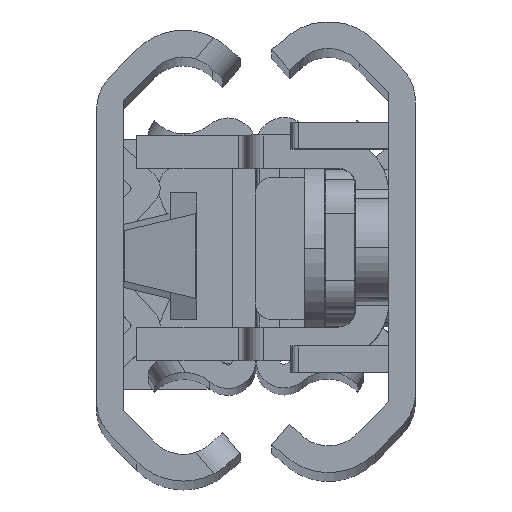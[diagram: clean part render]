
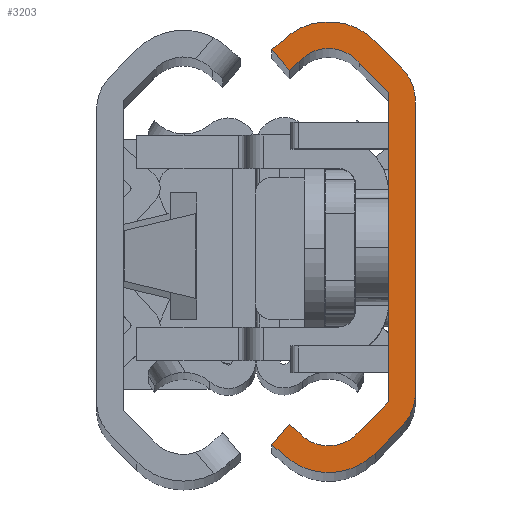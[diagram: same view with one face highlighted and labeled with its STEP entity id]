
A CAD part, top view. The second image highlights one B-rep face of the part: STEP entity #3203.
In plain terms, the highlighted planar face has unit normal (0, 0, 1).
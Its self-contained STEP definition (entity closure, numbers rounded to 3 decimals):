
#21 = VERTEX_POINT ( 'NONE', #5477 ) ;
#143 = CIRCLE ( 'NONE', #10197, 3. ) ;
#279 = CARTESIAN_POINT ( 'NONE',  ( 8.6, 11.831, 0. ) ) ;
#439 = DIRECTION ( 'NONE',  ( 0.707, 0.707, 0. ) ) ;
#472 = DIRECTION ( 'NONE',  ( 0., 0., 1. ) ) ;
#488 = DIRECTION ( 'NONE',  ( 0., 1., 0. ) ) ;
#493 = VERTEX_POINT ( 'NONE', #4497 ) ;
#570 = ORIENTED_EDGE ( 'NONE', *, *, #12593, .T. ) ;
#583 = VECTOR ( 'NONE', #439, 1000. ) ;
#586 = CARTESIAN_POINT ( 'NONE',  ( 0., -8.689, 0. ) ) ;
#632 = EDGE_CURVE ( 'NONE', #11493, #493, #7773, .T. ) ;
#644 = DIRECTION ( 'NONE',  ( -0.707, -0.707, 0. ) ) ;
#646 = LINE ( 'NONE', #708, #4178 ) ;
#675 = CARTESIAN_POINT ( 'NONE',  ( 5.2, -9.52, 0. ) ) ;
#697 = AXIS2_PLACEMENT_3D ( 'NONE', #675, #11481, #6278 ) ;
#708 = CARTESIAN_POINT ( 'NONE',  ( 3.359, -11.028, 0. ) ) ;
#799 = EDGE_CURVE ( 'NONE', #12126, #7717, #6160, .T. ) ;
#805 = DIRECTION ( 'NONE',  ( 1., 0., 0. ) ) ;
#1002 = VECTOR ( 'NONE', #5778, 1000. ) ;
#1013 = DIRECTION ( 'NONE',  ( -0.766, -0.643, 0. ) ) ;
#1034 = VERTEX_POINT ( 'NONE', #7635 ) ;
#1039 = EDGE_CURVE ( 'NONE', #3169, #11786, #10376, .T. ) ;
#1046 = CARTESIAN_POINT ( 'NONE',  ( 2.414, -12.346, 0. ) ) ;
#1136 = VECTOR ( 'NONE', #4505, 1000. ) ;
#1174 = ORIENTED_EDGE ( 'NONE', *, *, #3088, .T. ) ;
#1259 = CARTESIAN_POINT ( 'NONE',  ( 5.2, 9.56, 0. ) ) ;
#1302 = VERTEX_POINT ( 'NONE', #4461 ) ;
#1475 = CARTESIAN_POINT ( 'NONE',  ( 7.986, -12.346, 0. ) ) ;
#1537 = DIRECTION ( 'NONE',  ( -0.707, 0.707, 0. ) ) ;
#1763 = CARTESIAN_POINT ( 'NONE',  ( 8.6, -11.831, 0. ) ) ;
#1906 = LINE ( 'NONE', #6820, #8381 ) ;
#2036 = EDGE_CURVE ( 'NONE', #10296, #10688, #143, .T. ) ;
#2186 = VERTEX_POINT ( 'NONE', #12665 ) ;
#2209 = CARTESIAN_POINT ( 'NONE',  ( 3., 8.689, 0. ) ) ;
#2264 = DIRECTION ( 'NONE',  ( -0.766, 0.643, 0. ) ) ;
#2538 = CIRCLE ( 'NONE', #697, 2.38 ) ;
#2794 = CIRCLE ( 'NONE', #4851, 3.94 ) ;
#2861 = DIRECTION ( 'NONE',  ( 0.766, 0.643, 0. ) ) ;
#2958 = EDGE_CURVE ( 'NONE', #493, #11746, #11299, .T. ) ;
#2966 = AXIS2_PLACEMENT_3D ( 'NONE', #9628, #6796, #805 ) ;
#3021 = CARTESIAN_POINT ( 'NONE',  ( 6.974, -11.106, 0. ) ) ;
#3086 = CARTESIAN_POINT ( 'NONE',  ( 8.6, 11.831, 0. ) ) ;
#3088 = EDGE_CURVE ( 'NONE', #11786, #12126, #8790, .T. ) ;
#3134 = ORIENTED_EDGE ( 'NONE', *, *, #4619, .T. ) ;
#3169 = VERTEX_POINT ( 'NONE', #1046 ) ;
#3203 = ADVANCED_FACE ( 'NONE', ( #4080 ), #7045, .T. ) ;
#3281 = VERTEX_POINT ( 'NONE', #12547 ) ;
#3541 = ORIENTED_EDGE ( 'NONE', *, *, #3981, .T. ) ;
#3542 = CARTESIAN_POINT ( 'NONE',  ( 3., -8.689, 0. ) ) ;
#3626 = VECTOR ( 'NONE', #644, 1000. ) ;
#3830 = DIRECTION ( 'NONE',  ( 1., 0., 0. ) ) ;
#3967 = CARTESIAN_POINT ( 'NONE',  ( 8.6, -11.831, 0. ) ) ;
#3981 = EDGE_CURVE ( 'NONE', #3281, #1034, #2794, .T. ) ;
#4001 = VECTOR ( 'NONE', #10904, 1000. ) ;
#4080 = FACE_OUTER_BOUND ( 'NONE', #9958, .T. ) ;
#4178 = VECTOR ( 'NONE', #1537, 1000. ) ;
#4331 = CARTESIAN_POINT ( 'NONE',  ( 3.359, 11.028, 0. ) ) ;
#4378 = VERTEX_POINT ( 'NONE', #12054 ) ;
#4428 = VECTOR ( 'NONE', #488, 1000. ) ;
#4461 = CARTESIAN_POINT ( 'NONE',  ( 1.6, -9.269, 0. ) ) ;
#4497 = CARTESIAN_POINT ( 'NONE',  ( 7.572, 10.605, 0. ) ) ;
#4505 = DIRECTION ( 'NONE',  ( 0., -1., 0. ) ) ;
#4619 = EDGE_CURVE ( 'NONE', #7747, #6546, #2538, .T. ) ;
#4658 = VECTOR ( 'NONE', #2264, 1000. ) ;
#4690 = AXIS2_PLACEMENT_3D ( 'NONE', #2209, #472, #9047 ) ;
#4851 = AXIS2_PLACEMENT_3D ( 'NONE', #1259, #12000, #11879 ) ;
#4871 = CARTESIAN_POINT ( 'NONE',  ( 7.572, 10.605, 0. ) ) ;
#4958 = CARTESIAN_POINT ( 'NONE',  ( 3.359, -11.028, 0. ) ) ;
#4979 = ORIENTED_EDGE ( 'NONE', *, *, #2958, .T. ) ;
#4987 = DIRECTION ( 'NONE',  ( 0., 0., -1. ) ) ;
#5322 = DIRECTION ( 'NONE',  ( 0.643, 0.766, 0. ) ) ;
#5328 = LINE ( 'NONE', #9258, #583 ) ;
#5441 = CARTESIAN_POINT ( 'NONE',  ( 1.6, 9.269, 0. ) ) ;
#5477 = CARTESIAN_POINT ( 'NONE',  ( 0., 8.689, 0. ) ) ;
#5541 = CARTESIAN_POINT ( 'NONE',  ( 0.879, -10.811, 0. ) ) ;
#5602 = LINE ( 'NONE', #586, #1136 ) ;
#5710 = VECTOR ( 'NONE', #5322, 1000. ) ;
#5778 = DIRECTION ( 'NONE',  ( 0.766, -0.643, 0. ) ) ;
#6017 = CARTESIAN_POINT ( 'NONE',  ( 6.974, 11.106, 0. ) ) ;
#6114 = ORIENTED_EDGE ( 'NONE', *, *, #10694, .T. ) ;
#6160 = LINE ( 'NONE', #7960, #4001 ) ;
#6198 = LINE ( 'NONE', #279, #4658 ) ;
#6278 = DIRECTION ( 'NONE',  ( 1., 0., 0. ) ) ;
#6478 = VECTOR ( 'NONE', #11149, 1000. ) ;
#6481 = ORIENTED_EDGE ( 'NONE', *, *, #9141, .T. ) ;
#6546 = VERTEX_POINT ( 'NONE', #4958 ) ;
#6647 = DIRECTION ( 'NONE',  ( 1., 0., 0. ) ) ;
#6658 = ORIENTED_EDGE ( 'NONE', *, *, #2036, .T. ) ;
#6796 = DIRECTION ( 'NONE',  ( 0., 0., 1. ) ) ;
#6820 = CARTESIAN_POINT ( 'NONE',  ( 7.572, -10.605, 0. ) ) ;
#6831 = EDGE_CURVE ( 'NONE', #6546, #1302, #646, .T. ) ;
#7045 = PLANE ( 'NONE',  #4690 ) ;
#7178 = ORIENTED_EDGE ( 'NONE', *, *, #12179, .T. ) ;
#7364 = ORIENTED_EDGE ( 'NONE', *, *, #11837, .T. ) ;
#7376 = CIRCLE ( 'NONE', #9825, 2.38 ) ;
#7449 = CARTESIAN_POINT ( 'NONE',  ( 8.6, 11.831, 0. ) ) ;
#7590 = EDGE_CURVE ( 'NONE', #10688, #3169, #12180, .T. ) ;
#7635 = CARTESIAN_POINT ( 'NONE',  ( 2.414, 12.346, 0. ) ) ;
#7669 = CARTESIAN_POINT ( 'NONE',  ( 0., -8.689, 0. ) ) ;
#7717 = VERTEX_POINT ( 'NONE', #12606 ) ;
#7747 = VERTEX_POINT ( 'NONE', #3021 ) ;
#7761 = CIRCLE ( 'NONE', #11455, 3. ) ;
#7773 = LINE ( 'NONE', #4871, #1002 ) ;
#7960 = CARTESIAN_POINT ( 'NONE',  ( 8.6, -11.831, 0. ) ) ;
#8181 = CARTESIAN_POINT ( 'NONE',  ( 3., 8.689, 0. ) ) ;
#8381 = VECTOR ( 'NONE', #1013, 1000. ) ;
#8400 = ORIENTED_EDGE ( 'NONE', *, *, #632, .T. ) ;
#8408 = LINE ( 'NONE', #5441, #4428 ) ;
#8479 = ORIENTED_EDGE ( 'NONE', *, *, #10630, .T. ) ;
#8490 = ORIENTED_EDGE ( 'NONE', *, *, #12095, .T. ) ;
#8494 = CARTESIAN_POINT ( 'NONE',  ( 2.414, 12.346, 0. ) ) ;
#8514 = CARTESIAN_POINT ( 'NONE',  ( 2.414, -12.346, 0. ) ) ;
#8790 = LINE ( 'NONE', #1763, #12480 ) ;
#8942 = EDGE_CURVE ( 'NONE', #1302, #4378, #8408, .T. ) ;
#9047 = DIRECTION ( 'NONE',  ( 1., 0., 0. ) ) ;
#9141 = EDGE_CURVE ( 'NONE', #11746, #3281, #6198, .T. ) ;
#9146 = ORIENTED_EDGE ( 'NONE', *, *, #799, .T. ) ;
#9258 = CARTESIAN_POINT ( 'NONE',  ( 3.359, 11.028, 0. ) ) ;
#9345 = DIRECTION ( 'NONE',  ( 0., 0., 1. ) ) ;
#9588 = LINE ( 'NONE', #8494, #3626 ) ;
#9628 = CARTESIAN_POINT ( 'NONE',  ( 5.2, -9.56, 0. ) ) ;
#9825 = AXIS2_PLACEMENT_3D ( 'NONE', #12634, #4987, #3830 ) ;
#9933 = VERTEX_POINT ( 'NONE', #4331 ) ;
#9958 = EDGE_LOOP ( 'NONE', ( #7364, #8479, #6658, #12540, #10752, #1174, #9146, #8490, #3134, #12279, #11192, #7178, #570, #8400, #4979, #6481, #3541, #6114 ) ) ;
#10197 = AXIS2_PLACEMENT_3D ( 'NONE', #3542, #9345, #6647 ) ;
#10296 = VERTEX_POINT ( 'NONE', #7669 ) ;
#10376 = CIRCLE ( 'NONE', #2966, 3.94 ) ;
#10630 = EDGE_CURVE ( 'NONE', #21, #10296, #5602, .T. ) ;
#10688 = VERTEX_POINT ( 'NONE', #5541 ) ;
#10694 = EDGE_CURVE ( 'NONE', #1034, #2186, #9588, .T. ) ;
#10752 = ORIENTED_EDGE ( 'NONE', *, *, #1039, .T. ) ;
#10904 = DIRECTION ( 'NONE',  ( -0.643, 0.766, 0. ) ) ;
#10991 = DIRECTION ( 'NONE',  ( 0., 0., 1. ) ) ;
#11149 = DIRECTION ( 'NONE',  ( 0.707, -0.707, 0. ) ) ;
#11185 = DIRECTION ( 'NONE',  ( 1., 0., 0. ) ) ;
#11192 = ORIENTED_EDGE ( 'NONE', *, *, #8942, .T. ) ;
#11299 = LINE ( 'NONE', #7449, #5710 ) ;
#11455 = AXIS2_PLACEMENT_3D ( 'NONE', #8181, #10991, #11185 ) ;
#11481 = DIRECTION ( 'NONE',  ( 0., 0., -1. ) ) ;
#11493 = VERTEX_POINT ( 'NONE', #6017 ) ;
#11746 = VERTEX_POINT ( 'NONE', #3086 ) ;
#11786 = VERTEX_POINT ( 'NONE', #1475 ) ;
#11837 = EDGE_CURVE ( 'NONE', #2186, #21, #7761, .T. ) ;
#11879 = DIRECTION ( 'NONE',  ( 1., 0., 0. ) ) ;
#12000 = DIRECTION ( 'NONE',  ( 0., 0., 1. ) ) ;
#12054 = CARTESIAN_POINT ( 'NONE',  ( 1.6, 9.269, 0. ) ) ;
#12095 = EDGE_CURVE ( 'NONE', #7717, #7747, #1906, .T. ) ;
#12126 = VERTEX_POINT ( 'NONE', #3967 ) ;
#12179 = EDGE_CURVE ( 'NONE', #4378, #9933, #5328, .T. ) ;
#12180 = LINE ( 'NONE', #8514, #6478 ) ;
#12279 = ORIENTED_EDGE ( 'NONE', *, *, #6831, .T. ) ;
#12480 = VECTOR ( 'NONE', #2861, 1000. ) ;
#12540 = ORIENTED_EDGE ( 'NONE', *, *, #7590, .T. ) ;
#12547 = CARTESIAN_POINT ( 'NONE',  ( 7.986, 12.346, 0. ) ) ;
#12593 = EDGE_CURVE ( 'NONE', #9933, #11493, #7376, .T. ) ;
#12606 = CARTESIAN_POINT ( 'NONE',  ( 7.572, -10.605, 0. ) ) ;
#12634 = CARTESIAN_POINT ( 'NONE',  ( 5.2, 9.52, 0. ) ) ;
#12665 = CARTESIAN_POINT ( 'NONE',  ( 0.879, 10.811, 0. ) ) ;
